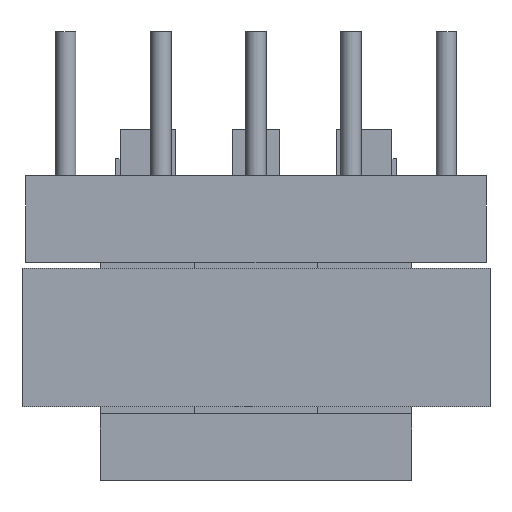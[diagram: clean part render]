
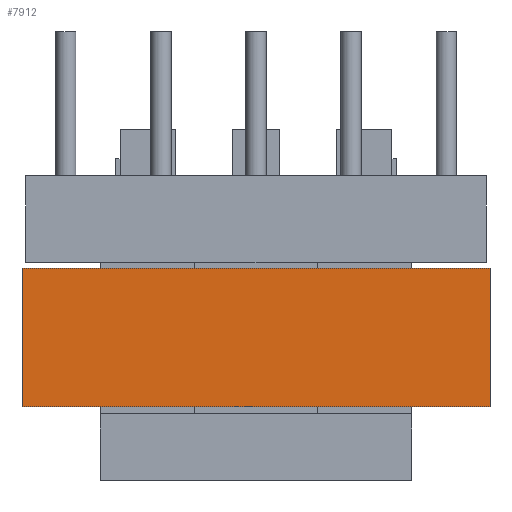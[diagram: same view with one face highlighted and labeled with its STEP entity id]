
A CAD part, front view. The second image highlights one B-rep face of the part: STEP entity #7912.
In plain terms, the highlighted free-form (B-spline) face has degree [1, 1] with [2, 2] control points.
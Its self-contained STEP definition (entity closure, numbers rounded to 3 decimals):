
#7769 = VERTEX_POINT('',#7770);
#7770 = CARTESIAN_POINT('',(11.726,-3.934,
    3.465));
#7777 = VERTEX_POINT('',#7778);
#7778 = CARTESIAN_POINT('',(-11.726,-3.934,
    3.465));
#7783 = EDGE_CURVE('',#7777,#7769,#7784,.T.);
#7784 = B_SPLINE_CURVE_WITH_KNOTS('',1,(#7785,#7786),.UNSPECIFIED.,.F.,
  .F.,(2,2),(-8.122,8.122),.PIECEWISE_BEZIER_KNOTS.);
#7785 = CARTESIAN_POINT('',(-11.726,-3.934,
    3.465));
#7786 = CARTESIAN_POINT('',(11.726,-3.934,
    3.465));
#7827 = VERTEX_POINT('',#7828);
#7828 = CARTESIAN_POINT('',(11.726,-3.934,
    -3.465));
#7833 = EDGE_CURVE('',#7834,#7827,#7836,.T.);
#7834 = VERTEX_POINT('',#7835);
#7835 = CARTESIAN_POINT('',(-11.726,-3.934,
    -3.465));
#7836 = B_SPLINE_CURVE_WITH_KNOTS('',1,(#7837,#7838),.UNSPECIFIED.,.F.,
  .F.,(2,2),(-8.122,8.122),.PIECEWISE_BEZIER_KNOTS.);
#7837 = CARTESIAN_POINT('',(-11.726,-3.934,
    -3.465));
#7838 = CARTESIAN_POINT('',(11.726,-3.934,
    -3.465));
#7887 = EDGE_CURVE('',#7769,#7827,#7888,.T.);
#7888 = B_SPLINE_CURVE_WITH_KNOTS('',1,(#7889,#7890),.UNSPECIFIED.,.F.,
  .F.,(2,2),(-0.,4.8),.PIECEWISE_BEZIER_KNOTS.);
#7889 = CARTESIAN_POINT('',(11.726,-3.934,
    3.465));
#7890 = CARTESIAN_POINT('',(11.726,-3.934,
    -3.465));
#7901 = EDGE_CURVE('',#7777,#7834,#7902,.T.);
#7902 = B_SPLINE_CURVE_WITH_KNOTS('',1,(#7903,#7904),.UNSPECIFIED.,.F.,
  .F.,(2,2),(-0.,4.8),.PIECEWISE_BEZIER_KNOTS.);
#7903 = CARTESIAN_POINT('',(-11.726,-3.934,
    3.465));
#7904 = CARTESIAN_POINT('',(-11.726,-3.934,
    -3.465));
#7912 = ADVANCED_FACE('',(#7913),#7919,.F.);
#7913 = FACE_BOUND('',#7914,.T.);
#7914 = EDGE_LOOP('',(#7915,#7916,#7917,#7918));
#7915 = ORIENTED_EDGE('',*,*,#7833,.T.);
#7916 = ORIENTED_EDGE('',*,*,#7887,.F.);
#7917 = ORIENTED_EDGE('',*,*,#7783,.F.);
#7918 = ORIENTED_EDGE('',*,*,#7901,.T.);
#7919 = B_SPLINE_SURFACE_WITH_KNOTS('',1,1,(
    (#7920,#7921)
    ,(#7922,#7923
    )),.UNSPECIFIED.,.F.,.F.,.F.,(2,2),(2,2),(-4.8,0.),(-8.122,
    8.122),.PIECEWISE_BEZIER_KNOTS.);
#7920 = CARTESIAN_POINT('',(-11.726,-3.934,
    -3.465));
#7921 = CARTESIAN_POINT('',(11.726,-3.934,
    -3.465));
#7922 = CARTESIAN_POINT('',(-11.726,-3.934,
    3.465));
#7923 = CARTESIAN_POINT('',(11.726,-3.934,
    3.465));
